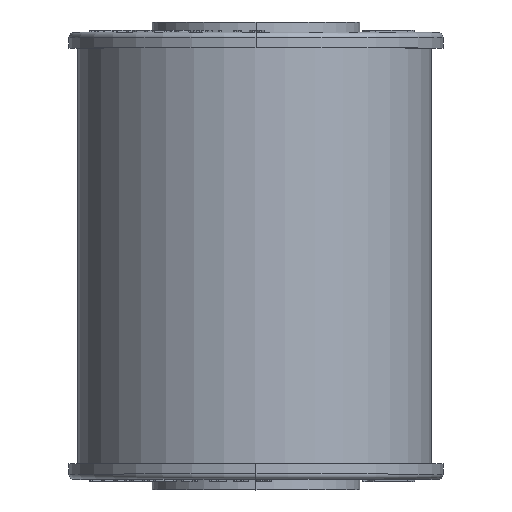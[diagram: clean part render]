
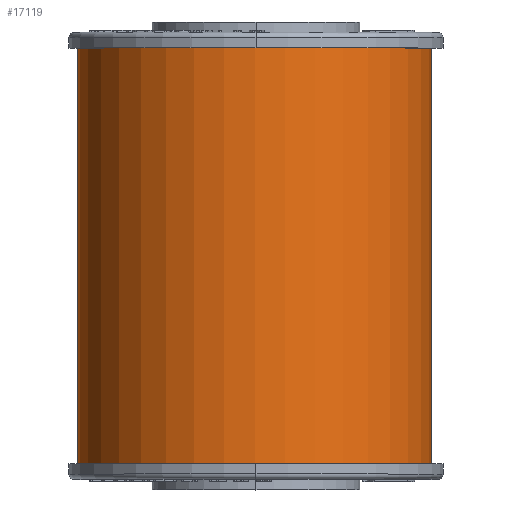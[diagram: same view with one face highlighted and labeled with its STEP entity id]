
A CAD part, top view. The second image highlights one B-rep face of the part: STEP entity #17119.
In plain terms, the highlighted cylindrical face has radius 17.025 mm (diameter 34.05 mm), a partial arc.
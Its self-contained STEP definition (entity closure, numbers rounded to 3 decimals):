
#147 = CARTESIAN_POINT ( 'NONE',  ( -0.135, 40., 0. ) ) ;
#465 = DIRECTION ( 'NONE',  ( 0., 0., -1. ) ) ;
#1187 = VERTEX_POINT ( 'NONE', #4958 ) ;
#2693 = CYLINDRICAL_SURFACE ( 'NONE', #9664, 17.025 ) ;
#4158 = VERTEX_POINT ( 'NONE', #4324 ) ;
#4297 = VERTEX_POINT ( 'NONE', #19374 ) ;
#4324 = CARTESIAN_POINT ( 'NONE',  ( 16.89, 40., 0. ) ) ;
#4958 = CARTESIAN_POINT ( 'NONE',  ( -17.16, 0., 0. ) ) ;
#7184 = DIRECTION ( 'NONE',  ( 0., -1., 0. ) ) ;
#7291 = DIRECTION ( 'NONE',  ( 1., 0., 0. ) ) ;
#7446 = CIRCLE ( 'NONE', #17543, 17.025 ) ;
#7754 = LINE ( 'NONE', #11518, #17957 ) ;
#8298 = ORIENTED_EDGE ( 'NONE', *, *, #11862, .F. ) ;
#8494 = EDGE_CURVE ( 'NONE', #4158, #4297, #15699, .T. ) ;
#8552 = EDGE_CURVE ( 'NONE', #4158, #21317, #21950, .T. ) ;
#9492 = ORIENTED_EDGE ( 'NONE', *, *, #8494, .T. ) ;
#9664 = AXIS2_PLACEMENT_3D ( 'NONE', #18386, #20606, #465 ) ;
#10208 = DIRECTION ( 'NONE',  ( 0., -1., 0. ) ) ;
#11518 = CARTESIAN_POINT ( 'NONE',  ( -17.16, 40., 0. ) ) ;
#11862 = EDGE_CURVE ( 'NONE', #21317, #1187, #7446, .T. ) ;
#11968 = AXIS2_PLACEMENT_3D ( 'NONE', #147, #7184, #7291 ) ;
#13289 = CARTESIAN_POINT ( 'NONE',  ( 16.89, 40., 0. ) ) ;
#13357 = FACE_OUTER_BOUND ( 'NONE', #20871, .T. ) ;
#15483 = DIRECTION ( 'NONE',  ( 1., 0., 0. ) ) ;
#15699 = CIRCLE ( 'NONE', #11968, 17.025 ) ;
#16458 = VECTOR ( 'NONE', #21713, 1000. ) ;
#17119 = ADVANCED_FACE ( 'NONE', ( #13357 ), #2693, .T. ) ;
#17543 = AXIS2_PLACEMENT_3D ( 'NONE', #21192, #10208, #15483 ) ;
#17957 = VECTOR ( 'NONE', #18302, 1000. ) ;
#18302 = DIRECTION ( 'NONE',  ( 0., -1., 0. ) ) ;
#18386 = CARTESIAN_POINT ( 'NONE',  ( -0.135, 40., 0. ) ) ;
#18690 = ORIENTED_EDGE ( 'NONE', *, *, #8552, .F. ) ;
#18787 = ORIENTED_EDGE ( 'NONE', *, *, #21943, .T. ) ;
#19374 = CARTESIAN_POINT ( 'NONE',  ( -17.16, 40., 0. ) ) ;
#20118 = CARTESIAN_POINT ( 'NONE',  ( 16.89, 0., 0. ) ) ;
#20606 = DIRECTION ( 'NONE',  ( 0., -1., 0. ) ) ;
#20871 = EDGE_LOOP ( 'NONE', ( #8298, #18690, #9492, #18787 ) ) ;
#21192 = CARTESIAN_POINT ( 'NONE',  ( -0.135, 0., 0. ) ) ;
#21317 = VERTEX_POINT ( 'NONE', #20118 ) ;
#21713 = DIRECTION ( 'NONE',  ( 0., -1., 0. ) ) ;
#21943 = EDGE_CURVE ( 'NONE', #4297, #1187, #7754, .T. ) ;
#21950 = LINE ( 'NONE', #13289, #16458 ) ;
